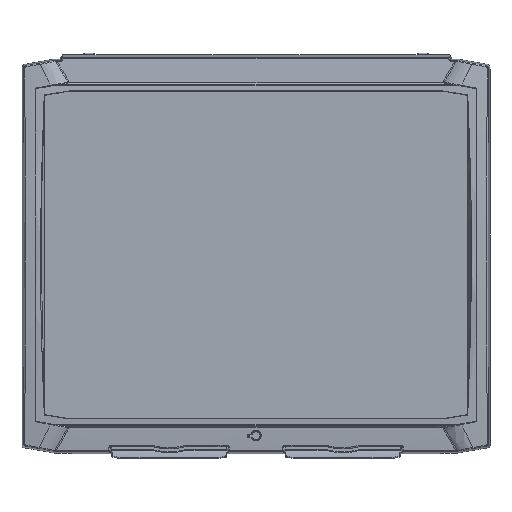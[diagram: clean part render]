
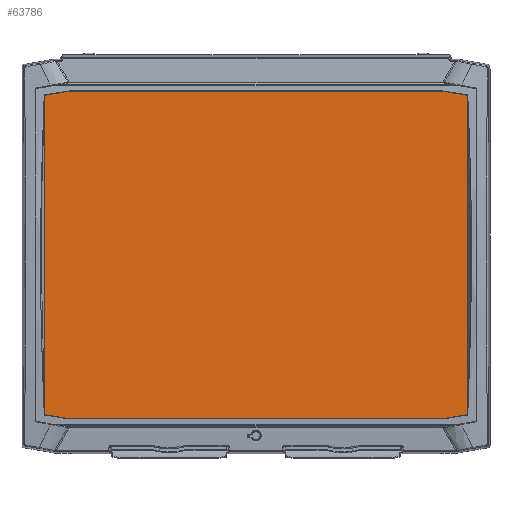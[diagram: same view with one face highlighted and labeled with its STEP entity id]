
A CAD part, top view. The second image highlights one B-rep face of the part: STEP entity #63786.
In plain terms, the highlighted planar face has unit normal (0, 0, 1).
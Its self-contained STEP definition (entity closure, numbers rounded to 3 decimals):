
#3428=PLANE('',#70031);
#7798=LINE('',#144254,#13256);
#7803=LINE('',#144297,#13261);
#7852=LINE('',#146099,#13310);
#7853=LINE('',#146181,#13311);
#7856=LINE('',#146270,#13314);
#7857=LINE('',#146352,#13315);
#8913=LINE('',#151399,#14371);
#8914=LINE('',#151400,#14372);
#13256=VECTOR('',#85038,275.418);
#13261=VECTOR('',#85051,275.418);
#13310=VECTOR('',#85348,21.832);
#13311=VECTOR('',#85355,21.832);
#13314=VECTOR('',#85364,21.832);
#13315=VECTOR('',#85371,21.832);
#14371=VECTOR('',#87773,322.);
#14372=VECTOR('',#87774,322.);
#20224=FACE_OUTER_BOUND('',#24259,.T.);
#24259=EDGE_LOOP('',(#59835,#59836,#59837,#59838,#59839,#59840,#59841,#59842));
#31164=VERTEX_POINT('',#144251);
#31165=VERTEX_POINT('',#144253);
#31172=VERTEX_POINT('',#144294);
#31173=VERTEX_POINT('',#144296);
#31268=VERTEX_POINT('',#146097);
#31270=VERTEX_POINT('',#146180);
#31272=VERTEX_POINT('',#146268);
#31274=VERTEX_POINT('',#146351);
#39856=EDGE_CURVE('',#31165,#31164,#7798,.T.);
#39865=EDGE_CURVE('',#31173,#31172,#7803,.T.);
#40026=EDGE_CURVE('',#31164,#31268,#7852,.T.);
#40030=EDGE_CURVE('',#31270,#31165,#7853,.T.);
#40036=EDGE_CURVE('',#31172,#31272,#7856,.T.);
#40040=EDGE_CURVE('',#31274,#31173,#7857,.T.);
#41361=EDGE_CURVE('',#31268,#31274,#8913,.T.);
#41362=EDGE_CURVE('',#31272,#31270,#8914,.T.);
#59835=ORIENTED_EDGE('',*,*,#39856,.T.);
#59836=ORIENTED_EDGE('',*,*,#40026,.T.);
#59837=ORIENTED_EDGE('',*,*,#41361,.T.);
#59838=ORIENTED_EDGE('',*,*,#40040,.T.);
#59839=ORIENTED_EDGE('',*,*,#39865,.T.);
#59840=ORIENTED_EDGE('',*,*,#40036,.T.);
#59841=ORIENTED_EDGE('',*,*,#41362,.T.);
#59842=ORIENTED_EDGE('',*,*,#40030,.T.);
#63786=ADVANCED_FACE('',(#20224),#3428,.T.);
#70031=AXIS2_PLACEMENT_3D('',#151398,#87771,#87772);
#85038=DIRECTION('',(0.,1.,0.));
#85051=DIRECTION('',(0.,-1.,0.));
#85348=DIRECTION('',(-0.985,0.174,0.));
#85355=DIRECTION('',(0.985,0.174,0.));
#85364=DIRECTION('',(0.985,-0.174,0.));
#85371=DIRECTION('',(-0.985,-0.174,0.));
#87771=DIRECTION('center_axis',(0.,0.,1.));
#87772=DIRECTION('ref_axis',(1.,0.,0.));
#87773=DIRECTION('',(-1.,0.,0.));
#87774=DIRECTION('',(1.,0.,0.));
#144251=CARTESIAN_POINT('',(182.5,137.709,16.2));
#144253=CARTESIAN_POINT('',(182.5,-137.709,16.2));
#144254=CARTESIAN_POINT('',(182.5,-137.709,16.2));
#144294=CARTESIAN_POINT('',(-182.5,-137.709,16.2));
#144296=CARTESIAN_POINT('',(-182.5,137.709,16.2));
#144297=CARTESIAN_POINT('',(-182.5,137.709,16.2));
#146097=CARTESIAN_POINT('',(161.,141.5,16.2));
#146099=CARTESIAN_POINT('',(182.5,137.709,16.2));
#146180=CARTESIAN_POINT('',(161.,-141.5,16.2));
#146181=CARTESIAN_POINT('',(161.,-141.5,16.2));
#146268=CARTESIAN_POINT('',(-161.,-141.5,16.2));
#146270=CARTESIAN_POINT('',(-182.5,-137.709,16.2));
#146351=CARTESIAN_POINT('',(-161.,141.5,16.2));
#146352=CARTESIAN_POINT('',(-161.,141.5,16.2));
#151398=CARTESIAN_POINT('Origin',(0.,0.,16.2));
#151399=CARTESIAN_POINT('',(161.,141.5,16.2));
#151400=CARTESIAN_POINT('',(-161.,-141.5,16.2));
